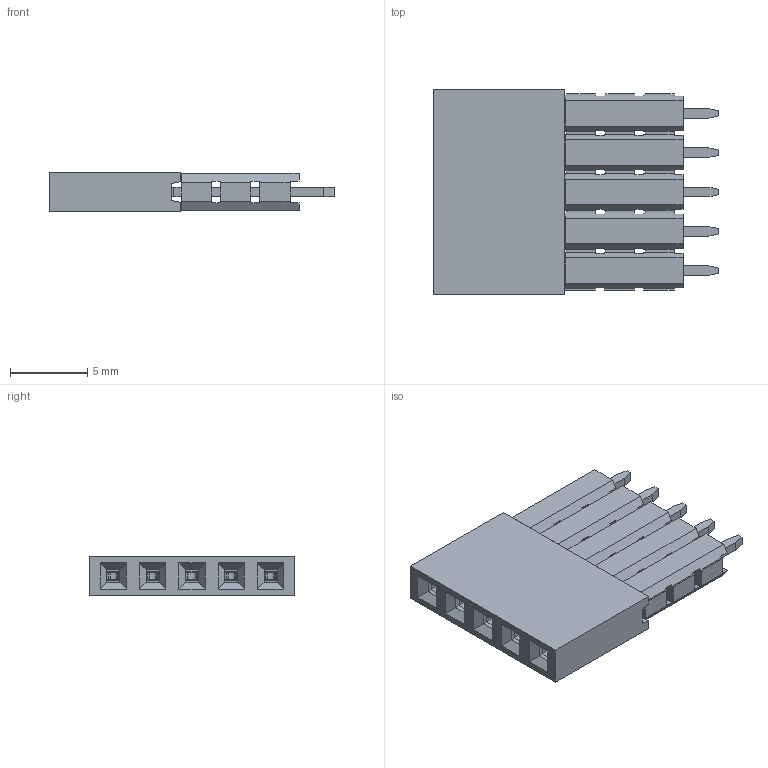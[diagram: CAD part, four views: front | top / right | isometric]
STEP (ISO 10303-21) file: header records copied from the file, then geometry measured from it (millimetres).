
FILE_DESCRIPTION(/* description */ (''),/* implementation_level */ '2;1');
FILE_NAME(/* name */ '622-005-1-60-xx.stp',/* time_stamp */ '2025-08-18T10:45:02+02:00',/* author */ ('Andreas.Larin'),/* organization */ (''),/* preprocessor_version */ 'ST-DEVELOPER v20',/* originating_system */ 'Autodesk Inventor 2025',/* authorisation */ '');
FILE_SCHEMA (('AUTOMOTIVE_DESIGN { 1 0 10303 214 3 1 1 }'));
Length unit declared in the file: millimetre
Products named in the file (1): 622-005-1-60-xx
Bounding box: 18.43 x 13.3 x 2.54 mm (x, y, z)
Volume: 411.7 mm3; surface area: 1163.5 mm2
Topology: 1 solids, 1 shells, 607 faces, 1793 edges, 1144 vertices
Faces by surface type: plane 502, cylinder 105
Entity records: 19976 total; most frequent: ORIENTED_EDGE 3586, CARTESIAN_POINT 3545, DIRECTION 3159, EDGE_CURVE 1793, LINE 1643, VECTOR 1643, VERTEX_POINT 1144, AXIS2_PLACEMENT_3D 758
